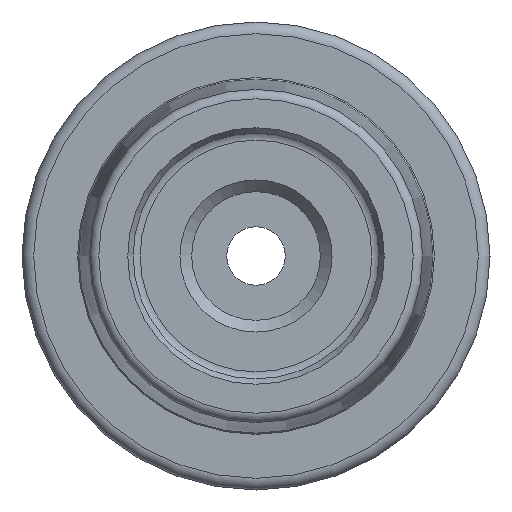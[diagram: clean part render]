
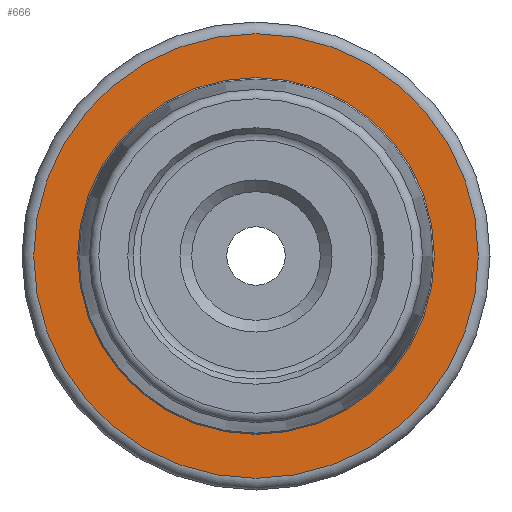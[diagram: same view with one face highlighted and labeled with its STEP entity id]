
A CAD part, left-side view. The second image highlights one B-rep face of the part: STEP entity #666.
In plain terms, the highlighted planar face has unit normal (-1, 0, 0).
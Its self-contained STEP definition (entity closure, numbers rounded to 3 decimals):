
#99=FACE_BOUND('',#172,.T.);
#122=FACE_OUTER_BOUND('',#171,.T.);
#171=EDGE_LOOP('',(#511));
#172=EDGE_LOOP('',(#512));
#235=CIRCLE('',#766,15.246);
#236=CIRCLE('',#768,19.);
#307=VERTEX_POINT('',#1196);
#308=VERTEX_POINT('',#1200);
#382=EDGE_CURVE('',#307,#307,#235,.T.);
#383=EDGE_CURVE('',#308,#308,#236,.T.);
#511=ORIENTED_EDGE('',*,*,#383,.F.);
#512=ORIENTED_EDGE('',*,*,#382,.T.);
#643=PLANE('',#767);
#666=ADVANCED_FACE('',(#122,#99),#643,.T.);
#766=AXIS2_PLACEMENT_3D('',#1198,#947,#948);
#767=AXIS2_PLACEMENT_3D('',#1199,#949,#950);
#768=AXIS2_PLACEMENT_3D('',#1201,#951,#952);
#947=DIRECTION('center_axis',(1.,0.,0.));
#948=DIRECTION('ref_axis',(0.,0.,-1.));
#949=DIRECTION('center_axis',(-1.,0.,0.));
#950=DIRECTION('ref_axis',(0.,0.,1.));
#951=DIRECTION('center_axis',(1.,0.,0.));
#952=DIRECTION('ref_axis',(0.,0.,-1.));
#1196=CARTESIAN_POINT('',(0.,0.,15.246));
#1198=CARTESIAN_POINT('Origin',(0.,0.,0.));
#1199=CARTESIAN_POINT('Origin',(0.,19.,0.));
#1200=CARTESIAN_POINT('',(0.,0.,19.));
#1201=CARTESIAN_POINT('Origin',(0.,0.,0.));
